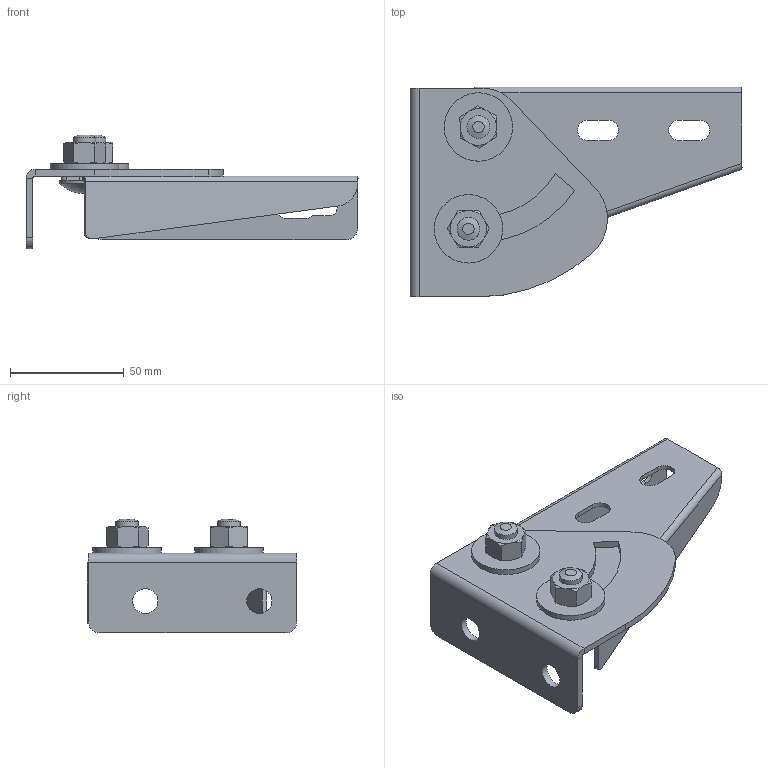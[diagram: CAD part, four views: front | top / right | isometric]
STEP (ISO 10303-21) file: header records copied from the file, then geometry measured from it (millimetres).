
FILE_DESCRIPTION(/* description */ (''),/* implementation_level */ '2;1');
FILE_NAME(/* name */ 'WU WUO100.stp',/* time_stamp */ '2020-11-18T12:31:31+01:00',/* author */ ('stanislaw.luczak'),/* organization */ (''),/* preprocessor_version */ 'ST-DEVELOPER v18.1',/* originating_system */ 'Autodesk Inventor 2021',/* authorisation */ '');
FILE_SCHEMA (('AUTOMOTIVE_DESIGN { 1 0 10303 214 3 1 1 }'));
Length unit declared in the file: millimetre
Products named in the file (6): WU WUO100; podstawa; wysięg 100; ANSI B18.5.2.1M - M10x1,5 x 20, RHSSNBM; DIN 9021 - 10,5; ANSI B18.2.4.2M - M10x1,5
Assembly tree (8 placements, depth 2):
  WU WUO100
    podstawa
    wysięg 100
    ANSI B18.5.2.1M - M10x1,5 x 20, RHSSNBM  x2
    ANSI B18.2.4.2M - M10x1,5  x2
    DIN 9021 - 10,5  x2
Bounding box: 145.64 x 92.04 x 50 mm (x, y, z)
Volume: 60394.7 mm3; surface area: 51677.5 mm2
Topology: 8 solids, 8 shells, 178 faces, 438 edges, 278 vertices
Faces by surface type: plane 91, cylinder 52, cone 32, sphere 2, bspline 1
Full cylindrical faces by diameter (mm): 8.376 x2, 10 x2, 10.5 x2, 11 x2, 13 x1, 22.3 x2, 30 x2
Entity records: 4504 total; most frequent: CARTESIAN_POINT 824, DIRECTION 748, ORIENTED_EDGE 712, EDGE_CURVE 356, AXIS2_PLACEMENT_3D 269, VERTEX_POINT 227, LINE 210, VECTOR 210
